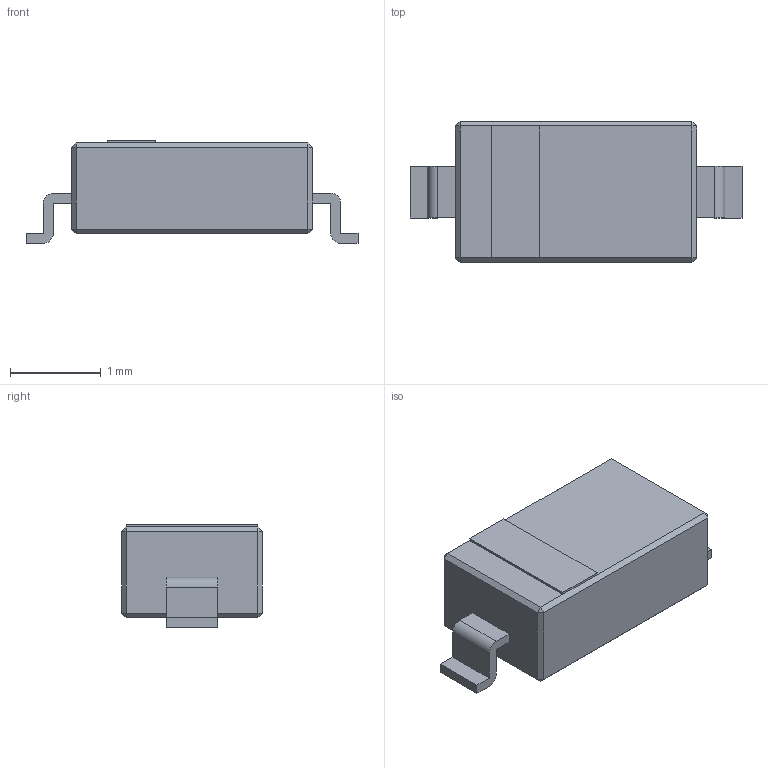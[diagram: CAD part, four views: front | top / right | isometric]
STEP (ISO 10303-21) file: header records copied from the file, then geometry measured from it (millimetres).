
FILE_DESCRIPTION(('Open CASCADE Model'),'2;1');
FILE_NAME('Open CASCADE Shape Model','2025-01-15T13:06:01',('Author'),('Open CASCADE'),'Open CASCADE STEP processor 7.7','Open CASCADE 7.7','Unknown');
FILE_SCHEMA(('AUTOMOTIVE_DESIGN { 1 0 10303 214 1 1 1 1 }'));
Length unit declared in the file: millimetre
Products named in the file (1): SOD3717X135
Bounding box: 3.65 x 1.55 x 1.13 mm (x, y, z)
Volume: 4.2 mm3; surface area: 18.5 mm2
Topology: 1 solids, 1 shells, 54 faces, 122 edges, 72 vertices
Faces by surface type: plane 50, bspline 4
Entity records: 1145 total; most frequent: ORIENTED_EDGE 204, CARTESIAN_POINT 179, EDGE_CURVE 122, LINE 102, VERTEX_POINT 72, DIRECTION 58, FACE_BOUND 56, EDGE_LOOP 56
